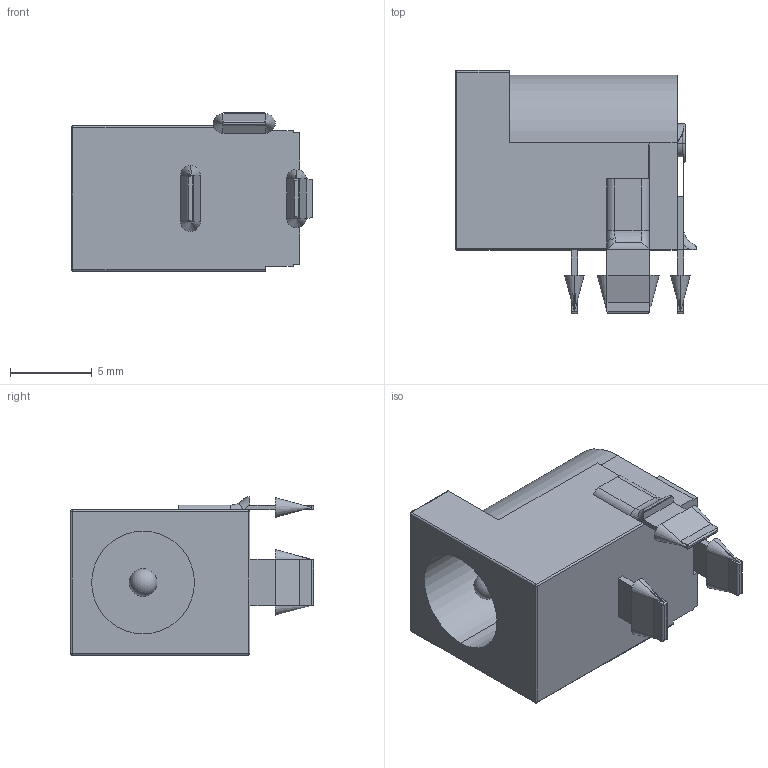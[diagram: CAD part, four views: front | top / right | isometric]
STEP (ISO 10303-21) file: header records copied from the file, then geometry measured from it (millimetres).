
FILE_DESCRIPTION (( 'STEP AP214' ), '1' );
FILE_NAME ('CON_DC_JACK.STEP', '2021-09-14T18:51:53', ( '' ), ( '' ), 'SwSTEP 2.0', 'SolidWorks 2021', '' );
FILE_SCHEMA (( 'AUTOMOTIVE_DESIGN' ));
Length unit declared in the file: millimetre
Products named in the file (1): CON_DC_JACK
Bounding box: 14.8 x 14.9 x 9.7 mm (x, y, z)
Volume: 953.4 mm3; surface area: 1035.6 mm2
Topology: 1 solids, 1 shells, 124 faces, 315 edges, 186 vertices
Faces by surface type: plane 66, cylinder 36, cone 8, torus 8, sphere 5, bspline 1
Entity records: 4148 total; most frequent: CARTESIAN_POINT 853, ORIENTED_EDGE 598, DIRECTION 581, EDGE_CURVE 299, LINE 203, VECTOR 203, AXIS2_PLACEMENT_3D 189, VERTEX_POINT 184
